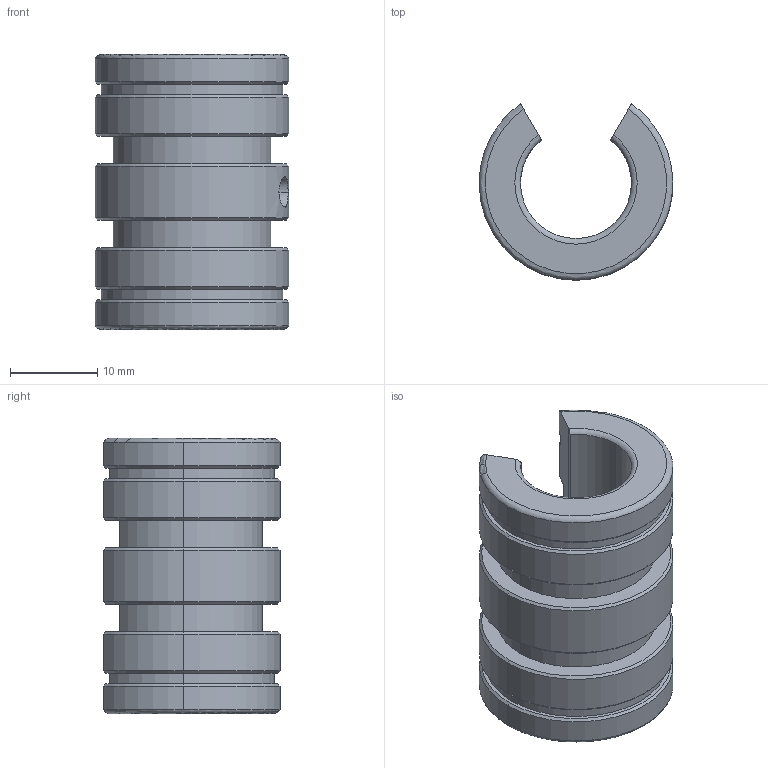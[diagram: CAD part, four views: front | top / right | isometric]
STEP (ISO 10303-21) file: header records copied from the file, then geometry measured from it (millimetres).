
FILE_DESCRIPTION (( 'STEP AP203' ), '1' );
FILE_NAME ('FLCN08.step', '2023-06-07T12:25:12', ( '' ), ( '' ), 'SwSTEP 2.0', 'SolidWorks 2021', '' );
FILE_SCHEMA (( 'CONFIG_CONTROL_DESIGN' ));
Length unit declared in the file: inch
Products named in the file (1): FLCN08
Bounding box: 22.21 x 20.2 x 31.56 mm (x, y, z)
Volume: 5718.5 mm3; surface area: 6033.8 mm2
Topology: 2 solids, 2 shells, 82 faces, 218 edges, 140 vertices
Faces by surface type: cylinder 40, cone 24, plane 14, torus 4
Entity records: 2909 total; most frequent: CARTESIAN_POINT 757, DIRECTION 450, ORIENTED_EDGE 436, EDGE_CURVE 218, AXIS2_PLACEMENT_3D 181, VERTEX_POINT 140, CIRCLE 98, VECTOR 88
